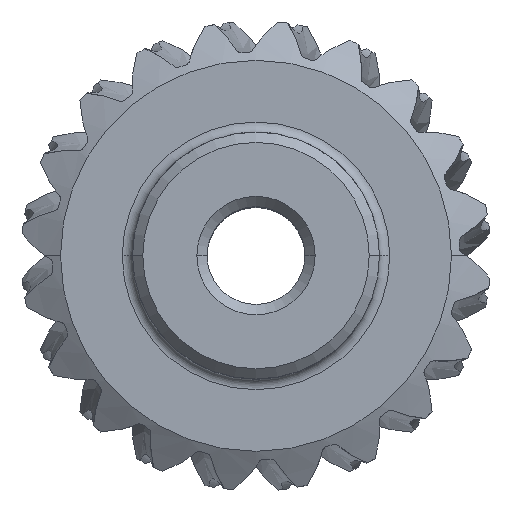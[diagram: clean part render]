
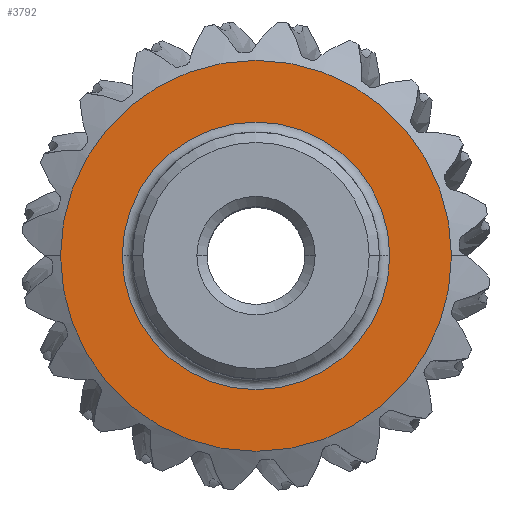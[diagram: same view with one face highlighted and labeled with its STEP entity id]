
A CAD part, top view. The second image highlights one B-rep face of the part: STEP entity #3792.
In plain terms, the highlighted planar face has unit normal (0, 0, 1).
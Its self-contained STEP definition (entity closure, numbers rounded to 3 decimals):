
#63 = EDGE_CURVE ( 'NONE', #12863, #2143, #9921, .T. ) ;
#191 = CIRCLE ( 'NONE', #978, 9.5 ) ;
#407 = CIRCLE ( 'NONE', #1794, 6.5 ) ;
#915 = AXIS2_PLACEMENT_3D ( 'NONE', #7499, #8823, #2744 ) ;
#934 = ORIENTED_EDGE ( 'NONE', *, *, #14990, .T. ) ;
#978 = AXIS2_PLACEMENT_3D ( 'NONE', #14399, #7184, #1261 ) ;
#1261 = DIRECTION ( 'NONE',  ( 1., 0., 0. ) ) ;
#1698 = DIRECTION ( 'NONE',  ( 0., 0., -1. ) ) ;
#1794 = AXIS2_PLACEMENT_3D ( 'NONE', #5973, #2335, #9625 ) ;
#1814 = EDGE_LOOP ( 'NONE', ( #7670, #12811 ) ) ;
#2143 = VERTEX_POINT ( 'NONE', #6512 ) ;
#2335 = DIRECTION ( 'NONE',  ( 0., 0., -1. ) ) ;
#2744 = DIRECTION ( 'NONE',  ( -1., 0., 0. ) ) ;
#3247 = VERTEX_POINT ( 'NONE', #10980 ) ;
#3259 = CIRCLE ( 'NONE', #14917, 9.5 ) ;
#3792 = ADVANCED_FACE ( 'NONE', ( #4475, #10144 ), #14822, .F. ) ;
#4142 = CARTESIAN_POINT ( 'NONE',  ( -9.5, 0., 4. ) ) ;
#4475 = FACE_BOUND ( 'NONE', #1814, .T. ) ;
#5443 = DIRECTION ( 'NONE',  ( -1., 0., 0. ) ) ;
#5818 = CARTESIAN_POINT ( 'NONE',  ( -6.5, 0., 4. ) ) ;
#5973 = CARTESIAN_POINT ( 'NONE',  ( 0., 0., 4. ) ) ;
#6512 = CARTESIAN_POINT ( 'NONE',  ( 6.5, 0., 4. ) ) ;
#7184 = DIRECTION ( 'NONE',  ( 0., 0., 1. ) ) ;
#7499 = CARTESIAN_POINT ( 'NONE',  ( 0., 9.5, 4. ) ) ;
#7670 = ORIENTED_EDGE ( 'NONE', *, *, #63, .T. ) ;
#8200 = VERTEX_POINT ( 'NONE', #4142 ) ;
#8823 = DIRECTION ( 'NONE',  ( 0., 0., -1. ) ) ;
#8935 = CARTESIAN_POINT ( 'NONE',  ( 0., 0., 4. ) ) ;
#9625 = DIRECTION ( 'NONE',  ( -1., 0., 0. ) ) ;
#9921 = CIRCLE ( 'NONE', #12556, 6.5 ) ;
#10144 = FACE_OUTER_BOUND ( 'NONE', #10733, .T. ) ;
#10657 = ORIENTED_EDGE ( 'NONE', *, *, #12339, .T. ) ;
#10733 = EDGE_LOOP ( 'NONE', ( #10657, #934 ) ) ;
#10980 = CARTESIAN_POINT ( 'NONE',  ( 9.5, 0., 4. ) ) ;
#12250 = DIRECTION ( 'NONE',  ( 0., 0., 1. ) ) ;
#12301 = CARTESIAN_POINT ( 'NONE',  ( 0., 0., 4. ) ) ;
#12339 = EDGE_CURVE ( 'NONE', #8200, #3247, #3259, .T. ) ;
#12556 = AXIS2_PLACEMENT_3D ( 'NONE', #8935, #1698, #5443 ) ;
#12811 = ORIENTED_EDGE ( 'NONE', *, *, #13121, .T. ) ;
#12863 = VERTEX_POINT ( 'NONE', #5818 ) ;
#13121 = EDGE_CURVE ( 'NONE', #2143, #12863, #407, .T. ) ;
#13461 = DIRECTION ( 'NONE',  ( 1., 0., 0. ) ) ;
#14399 = CARTESIAN_POINT ( 'NONE',  ( 0., 0., 4. ) ) ;
#14822 = PLANE ( 'NONE',  #915 ) ;
#14917 = AXIS2_PLACEMENT_3D ( 'NONE', #12301, #12250, #13461 ) ;
#14990 = EDGE_CURVE ( 'NONE', #3247, #8200, #191, .T. ) ;
